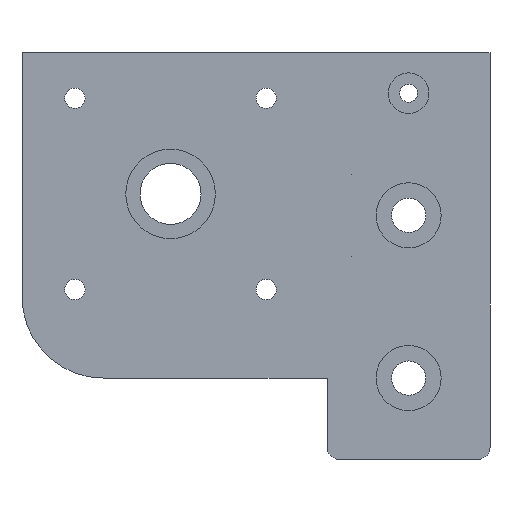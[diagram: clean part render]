
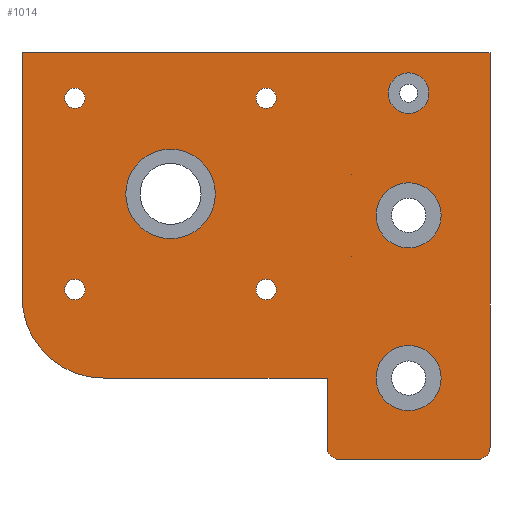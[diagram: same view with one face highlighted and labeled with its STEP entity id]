
A CAD part, left-side view. The second image highlights one B-rep face of the part: STEP entity #1014.
In plain terms, the highlighted planar face has unit normal (-1, 0, 0).
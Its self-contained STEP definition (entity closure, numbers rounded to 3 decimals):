
#17=FACE_BOUND('',#139,.T.);
#18=FACE_BOUND('',#140,.T.);
#19=FACE_BOUND('',#141,.T.);
#20=FACE_BOUND('',#142,.T.);
#21=FACE_BOUND('',#143,.T.);
#22=FACE_BOUND('',#144,.T.);
#23=FACE_BOUND('',#145,.T.);
#24=FACE_BOUND('',#146,.T.);
#25=FACE_BOUND('',#147,.T.);
#26=FACE_BOUND('',#148,.T.);
#46=PLANE('',#1100);
#80=FACE_OUTER_BOUND('',#138,.T.);
#138=EDGE_LOOP('',(#731,#732,#733,#734,#735,#736,#737,#738,#739));
#139=EDGE_LOOP('',(#740));
#140=EDGE_LOOP('',(#741));
#141=EDGE_LOOP('',(#742));
#142=EDGE_LOOP('',(#743));
#143=EDGE_LOOP('',(#744));
#144=EDGE_LOOP('',(#745));
#145=EDGE_LOOP('',(#746));
#146=EDGE_LOOP('',(#747));
#147=EDGE_LOOP('',(#748,#749,#750));
#148=EDGE_LOOP('',(#751,#752,#753));
#218=LINE('',#1573,#304);
#224=LINE('',#1587,#310);
#226=LINE('',#1592,#312);
#227=LINE('',#1593,#313);
#228=LINE('',#1595,#314);
#229=LINE('',#1599,#315);
#230=LINE('',#1609,#316);
#231=LINE('',#1615,#317);
#304=VECTOR('',#1259,10.);
#310=VECTOR('',#1269,10.);
#312=VECTOR('',#1273,10.);
#313=VECTOR('',#1274,10.);
#314=VECTOR('',#1275,10.);
#315=VECTOR('',#1278,10.);
#316=VECTOR('',#1287,10.);
#317=VECTOR('',#1292,10.);
#380=CIRCLE('',#1080,11.);
#381=CIRCLE('',#1082,2.5);
#383=CIRCLE('',#1085,2.5);
#385=CIRCLE('',#1088,2.5);
#387=CIRCLE('',#1091,2.5);
#390=CIRCLE('',#1096,20.);
#391=CIRCLE('',#1101,3.);
#392=CIRCLE('',#1102,3.);
#393=CIRCLE('',#1103,5.);
#394=CIRCLE('',#1104,8.);
#395=CIRCLE('',#1105,8.);
#396=CIRCLE('',#1106,1.5);
#397=CIRCLE('',#1107,1.5);
#398=CIRCLE('',#1108,1.5);
#399=CIRCLE('',#1109,1.5);
#444=VERTEX_POINT('',#1531);
#445=VERTEX_POINT('',#1535);
#447=VERTEX_POINT('',#1541);
#449=VERTEX_POINT('',#1547);
#451=VERTEX_POINT('',#1553);
#455=VERTEX_POINT('',#1564);
#456=VERTEX_POINT('',#1566);
#457=VERTEX_POINT('',#1571);
#463=VERTEX_POINT('',#1586);
#464=VERTEX_POINT('',#1590);
#465=VERTEX_POINT('',#1591);
#466=VERTEX_POINT('',#1594);
#467=VERTEX_POINT('',#1596);
#468=VERTEX_POINT('',#1598);
#469=VERTEX_POINT('',#1601);
#470=VERTEX_POINT('',#1603);
#471=VERTEX_POINT('',#1605);
#472=VERTEX_POINT('',#1607);
#473=VERTEX_POINT('',#1608);
#474=VERTEX_POINT('',#1610);
#475=VERTEX_POINT('',#1613);
#476=VERTEX_POINT('',#1614);
#477=VERTEX_POINT('',#1616);
#542=EDGE_CURVE('',#444,#444,#380,.T.);
#544=EDGE_CURVE('',#445,#445,#381,.T.);
#547=EDGE_CURVE('',#447,#447,#383,.T.);
#550=EDGE_CURVE('',#449,#449,#385,.T.);
#553=EDGE_CURVE('',#451,#451,#387,.T.);
#559=EDGE_CURVE('',#455,#456,#390,.T.);
#563=EDGE_CURVE('',#457,#455,#218,.T.);
#569=EDGE_CURVE('',#456,#463,#224,.T.);
#571=EDGE_CURVE('',#464,#465,#226,.T.);
#572=EDGE_CURVE('',#463,#464,#227,.T.);
#573=EDGE_CURVE('',#457,#466,#228,.T.);
#574=EDGE_CURVE('',#467,#466,#391,.T.);
#575=EDGE_CURVE('',#468,#467,#229,.T.);
#576=EDGE_CURVE('',#465,#468,#392,.T.);
#577=EDGE_CURVE('',#469,#469,#393,.T.);
#578=EDGE_CURVE('',#470,#470,#394,.T.);
#579=EDGE_CURVE('',#471,#471,#395,.T.);
#580=EDGE_CURVE('',#472,#473,#230,.T.);
#581=EDGE_CURVE('',#474,#472,#396,.T.);
#582=EDGE_CURVE('',#473,#474,#397,.T.);
#583=EDGE_CURVE('',#475,#476,#231,.T.);
#584=EDGE_CURVE('',#477,#475,#398,.T.);
#585=EDGE_CURVE('',#476,#477,#399,.T.);
#731=ORIENTED_EDGE('',*,*,#571,.F.);
#732=ORIENTED_EDGE('',*,*,#572,.F.);
#733=ORIENTED_EDGE('',*,*,#569,.F.);
#734=ORIENTED_EDGE('',*,*,#559,.F.);
#735=ORIENTED_EDGE('',*,*,#563,.F.);
#736=ORIENTED_EDGE('',*,*,#573,.T.);
#737=ORIENTED_EDGE('',*,*,#574,.F.);
#738=ORIENTED_EDGE('',*,*,#575,.F.);
#739=ORIENTED_EDGE('',*,*,#576,.F.);
#740=ORIENTED_EDGE('',*,*,#553,.F.);
#741=ORIENTED_EDGE('',*,*,#550,.F.);
#742=ORIENTED_EDGE('',*,*,#547,.F.);
#743=ORIENTED_EDGE('',*,*,#544,.F.);
#744=ORIENTED_EDGE('',*,*,#542,.F.);
#745=ORIENTED_EDGE('',*,*,#577,.F.);
#746=ORIENTED_EDGE('',*,*,#578,.F.);
#747=ORIENTED_EDGE('',*,*,#579,.F.);
#748=ORIENTED_EDGE('',*,*,#580,.F.);
#749=ORIENTED_EDGE('',*,*,#581,.F.);
#750=ORIENTED_EDGE('',*,*,#582,.F.);
#751=ORIENTED_EDGE('',*,*,#583,.F.);
#752=ORIENTED_EDGE('',*,*,#584,.F.);
#753=ORIENTED_EDGE('',*,*,#585,.F.);
#1014=ADVANCED_FACE('',(#80,#17,#18,#19,#20,#21,#22,#23,#24,#25,#26),#46,
 .F.);
#1080=AXIS2_PLACEMENT_3D('',#1532,#1213,#1214);
#1082=AXIS2_PLACEMENT_3D('',#1536,#1218,#1219);
#1085=AXIS2_PLACEMENT_3D('',#1542,#1225,#1226);
#1088=AXIS2_PLACEMENT_3D('',#1548,#1232,#1233);
#1091=AXIS2_PLACEMENT_3D('',#1554,#1239,#1240);
#1096=AXIS2_PLACEMENT_3D('',#1567,#1252,#1253);
#1100=AXIS2_PLACEMENT_3D('',#1589,#1271,#1272);
#1101=AXIS2_PLACEMENT_3D('',#1597,#1276,#1277);
#1102=AXIS2_PLACEMENT_3D('',#1600,#1279,#1280);
#1103=AXIS2_PLACEMENT_3D('',#1602,#1281,#1282);
#1104=AXIS2_PLACEMENT_3D('',#1604,#1283,#1284);
#1105=AXIS2_PLACEMENT_3D('',#1606,#1285,#1286);
#1106=AXIS2_PLACEMENT_3D('',#1611,#1288,#1289);
#1107=AXIS2_PLACEMENT_3D('',#1612,#1290,#1291);
#1108=AXIS2_PLACEMENT_3D('',#1617,#1293,#1294);
#1109=AXIS2_PLACEMENT_3D('',#1618,#1295,#1296);
#1213=DIRECTION('center_axis',(-1.,0.,0.));
#1214=DIRECTION('ref_axis',(0.,-1.,0.));
#1218=DIRECTION('center_axis',(-1.,0.,0.));
#1219=DIRECTION('ref_axis',(0.,-1.,0.));
#1225=DIRECTION('center_axis',(-1.,0.,0.));
#1226=DIRECTION('ref_axis',(0.,-1.,0.));
#1232=DIRECTION('center_axis',(-1.,0.,0.));
#1233=DIRECTION('ref_axis',(0.,-1.,0.));
#1239=DIRECTION('center_axis',(-1.,0.,0.));
#1240=DIRECTION('ref_axis',(0.,-1.,0.));
#1252=DIRECTION('center_axis',(1.,0.,0.));
#1253=DIRECTION('ref_axis',(0.,1.,0.));
#1259=DIRECTION('',(0.,1.,0.));
#1269=DIRECTION('',(0.,0.,1.));
#1271=DIRECTION('center_axis',(1.,0.,0.));
#1272=DIRECTION('ref_axis',(0.,1.,0.));
#1273=DIRECTION('',(0.,0.,-1.));
#1274=DIRECTION('',(0.,-1.,0.));
#1275=DIRECTION('',(0.,0.,-1.));
#1276=DIRECTION('center_axis',(1.,0.,0.));
#1277=DIRECTION('ref_axis',(0.,0.,-1.));
#1278=DIRECTION('',(0.,1.,0.));
#1279=DIRECTION('center_axis',(1.,0.,0.));
#1280=DIRECTION('ref_axis',(0.,-1.,0.));
#1281=DIRECTION('center_axis',(-1.,0.,0.));
#1282=DIRECTION('ref_axis',(0.,-1.,0.));
#1283=DIRECTION('center_axis',(-1.,0.,0.));
#1284=DIRECTION('ref_axis',(0.,-1.,0.));
#1285=DIRECTION('center_axis',(-1.,0.,0.));
#1286=DIRECTION('ref_axis',(0.,-1.,0.));
#1287=DIRECTION('',(0.,-1.,0.));
#1288=DIRECTION('center_axis',(1.,0.,0.));
#1289=DIRECTION('ref_axis',(0.,-0.039,-0.999));
#1290=DIRECTION('center_axis',(1.,0.,0.));
#1291=DIRECTION('ref_axis',(0.,0.,
-1.));
#1292=DIRECTION('',(0.,1.,0.));
#1293=DIRECTION('center_axis',(1.,0.,0.));
#1294=DIRECTION('ref_axis',(0.,0.039,0.999));
#1295=DIRECTION('center_axis',(1.,0.,0.));
#1296=DIRECTION('ref_axis',(0.,0.,
1.));
#1531=CARTESIAN_POINT('',(-328.801,629.5,-124.054));
#1532=CARTESIAN_POINT('Origin',(-328.801,618.5,-124.054));
#1535=CARTESIAN_POINT('',(-328.801,597.5,-100.554));
#1536=CARTESIAN_POINT('Origin',(-328.801,595.,-100.554));
#1541=CARTESIAN_POINT('',(-328.801,597.5,-147.554));
#1542=CARTESIAN_POINT('Origin',(-328.801,595.,-147.554));
#1547=CARTESIAN_POINT('',(-328.801,644.5,-100.554));
#1548=CARTESIAN_POINT('Origin',(-328.801,642.,-100.554));
#1553=CARTESIAN_POINT('',(-328.801,644.5,-147.554));
#1554=CARTESIAN_POINT('Origin',(-328.801,642.,-147.554));
#1564=CARTESIAN_POINT('',(-328.801,635.,-169.313));
#1566=CARTESIAN_POINT('',(-328.801,655.,-149.313));
#1567=CARTESIAN_POINT('Origin',(-328.801,635.,-149.313));
#1571=CARTESIAN_POINT('',(-328.801,580.,-169.313));
#1573=CARTESIAN_POINT('',(-328.801,580.,-169.313));
#1586=CARTESIAN_POINT('',(-328.801,655.,-89.313));
#1587=CARTESIAN_POINT('',(-328.801,655.,-149.313));
#1589=CARTESIAN_POINT('Origin',(-328.801,385.734,-149.313));
#1590=CARTESIAN_POINT('',(-328.801,540.,-89.313));
#1591=CARTESIAN_POINT('',(-328.801,540.,-186.313));
#1592=CARTESIAN_POINT('',(-328.801,540.,-109.313));
#1593=CARTESIAN_POINT('',(-328.801,655.,-89.313));
#1594=CARTESIAN_POINT('',(-328.801,580.,-186.313));
#1595=CARTESIAN_POINT('',(-328.801,580.,-144.313));
#1596=CARTESIAN_POINT('',(-328.801,577.,-189.313));
#1597=CARTESIAN_POINT('Origin',(-328.801,577.,-186.313));
#1598=CARTESIAN_POINT('',(-328.801,543.,-189.313));
#1599=CARTESIAN_POINT('',(-328.801,543.,-189.313));
#1600=CARTESIAN_POINT('Origin',(-328.801,543.,-186.313));
#1601=CARTESIAN_POINT('',(-328.801,565.,-99.313));
#1602=CARTESIAN_POINT('Origin',(-328.801,560.,-99.313));
#1603=CARTESIAN_POINT('',(-328.801,568.,-169.313));
#1604=CARTESIAN_POINT('Origin',(-328.801,560.,-169.313));
#1605=CARTESIAN_POINT('',(-328.801,568.,-129.313));
#1606=CARTESIAN_POINT('Origin',(-328.801,560.,-129.313));
#1607=CARTESIAN_POINT('',(-328.801,574.117,-139.381));
#1608=CARTESIAN_POINT('',(-328.801,574.,-139.381));
#1609=CARTESIAN_POINT('',(-328.801,574.,-139.381));
#1610=CARTESIAN_POINT('',(-328.801,574.058,-139.38));
#1611=CARTESIAN_POINT('Origin',(-328.801,574.117,-137.881));
#1612=CARTESIAN_POINT('Origin',(-328.801,574.,-137.881));
#1613=CARTESIAN_POINT('',(-328.801,574.,-119.245));
#1614=CARTESIAN_POINT('',(-328.801,574.117,-119.245));
#1615=CARTESIAN_POINT('',(-328.801,574.117,-119.245));
#1616=CARTESIAN_POINT('',(-328.801,574.058,-119.246));
#1617=CARTESIAN_POINT('Origin',(-328.801,574.,-120.745));
#1618=CARTESIAN_POINT('Origin',(-328.801,574.117,-120.745));
